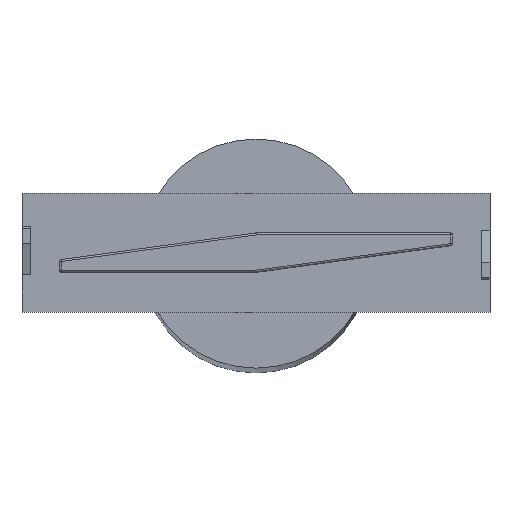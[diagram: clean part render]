
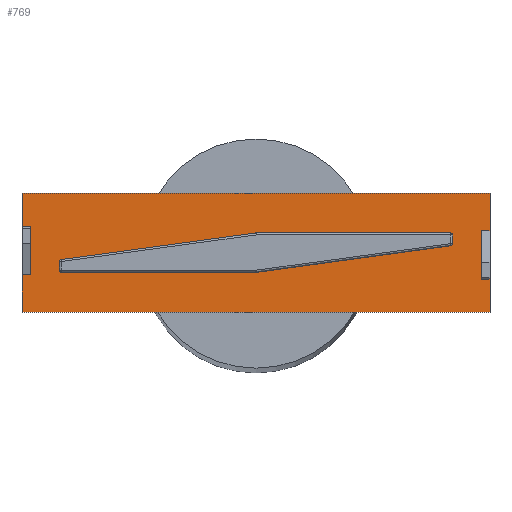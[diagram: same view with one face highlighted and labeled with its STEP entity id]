
A CAD part, top view. The second image highlights one B-rep face of the part: STEP entity #769.
In plain terms, the highlighted planar face has unit normal (0, 0, 1).
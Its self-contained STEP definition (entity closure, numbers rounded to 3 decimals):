
#15=FACE_BOUND('',#293,.T.);
#40=PLANE('',#869);
#53=LINE('',#1172,#124);
#57=LINE('',#1180,#128);
#61=LINE('',#1187,#132);
#65=LINE('',#1201,#136);
#69=LINE('',#1209,#140);
#73=LINE('',#1216,#144);
#98=LINE('',#1314,#169);
#99=LINE('',#1316,#170);
#100=LINE('',#1318,#171);
#101=LINE('',#1321,#172);
#102=LINE('',#1323,#173);
#103=LINE('',#1325,#174);
#104=LINE('',#1328,#175);
#108=LINE('',#1335,#179);
#109=LINE('',#1337,#180);
#110=LINE('',#1339,#181);
#111=LINE('',#1340,#182);
#112=LINE('',#1341,#183);
#124=VECTOR('',#905,10.);
#128=VECTOR('',#909,10.);
#132=VECTOR('',#915,10.);
#136=VECTOR('',#927,10.);
#140=VECTOR('',#931,10.);
#144=VECTOR('',#937,10.);
#169=VECTOR('',#1048,10.);
#170=VECTOR('',#1051,10.);
#171=VECTOR('',#1054,10.);
#172=VECTOR('',#1059,10.);
#173=VECTOR('',#1062,10.);
#174=VECTOR('',#1065,10.);
#175=VECTOR('',#1068,10.);
#179=VECTOR('',#1076,10.);
#180=VECTOR('',#1079,10.);
#181=VECTOR('',#1080,10.);
#182=VECTOR('',#1081,10.);
#183=VECTOR('',#1082,10.);
#244=FACE_OUTER_BOUND('',#292,.T.);
#292=EDGE_LOOP('',(#665,#666,#667,#668,#669,#670,#671,#672,#673,#674,#675,
#676));
#293=EDGE_LOOP('',(#677,#678,#679,#680,#681,#682,#683,#684,#685,#686,#687,
#688));
#319=CIRCLE('',#822,0.3);
#323=CIRCLE('',#828,0.3);
#327=CIRCLE('',#834,0.3);
#331=CIRCLE('',#841,0.3);
#335=CIRCLE('',#847,0.3);
#339=CIRCLE('',#854,0.3);
#352=VERTEX_POINT('',#1169);
#353=VERTEX_POINT('',#1171);
#356=VERTEX_POINT('',#1177);
#357=VERTEX_POINT('',#1179);
#359=VERTEX_POINT('',#1185);
#364=VERTEX_POINT('',#1198);
#365=VERTEX_POINT('',#1200);
#368=VERTEX_POINT('',#1206);
#369=VERTEX_POINT('',#1208);
#371=VERTEX_POINT('',#1214);
#375=VERTEX_POINT('',#1225);
#376=VERTEX_POINT('',#1226);
#380=VERTEX_POINT('',#1238);
#381=VERTEX_POINT('',#1239);
#385=VERTEX_POINT('',#1251);
#386=VERTEX_POINT('',#1252);
#390=VERTEX_POINT('',#1267);
#391=VERTEX_POINT('',#1268);
#395=VERTEX_POINT('',#1280);
#396=VERTEX_POINT('',#1281);
#400=VERTEX_POINT('',#1296);
#401=VERTEX_POINT('',#1297);
#402=VERTEX_POINT('',#1327);
#404=VERTEX_POINT('',#1338);
#419=EDGE_CURVE('',#353,#352,#53,.T.);
#423=EDGE_CURVE('',#357,#356,#57,.T.);
#427=EDGE_CURVE('',#352,#359,#61,.T.);
#433=EDGE_CURVE('',#365,#364,#65,.T.);
#437=EDGE_CURVE('',#369,#368,#69,.T.);
#441=EDGE_CURVE('',#364,#371,#73,.T.);
#445=EDGE_CURVE('',#375,#376,#319,.F.);
#451=EDGE_CURVE('',#380,#381,#323,.F.);
#457=EDGE_CURVE('',#385,#386,#327,.F.);
#465=EDGE_CURVE('',#390,#391,#331,.F.);
#471=EDGE_CURVE('',#395,#396,#335,.F.);
#479=EDGE_CURVE('',#400,#401,#339,.F.);
#490=EDGE_CURVE('',#375,#386,#98,.T.);
#491=EDGE_CURVE('',#385,#396,#99,.T.);
#492=EDGE_CURVE('',#395,#401,#100,.T.);
#493=EDGE_CURVE('',#380,#376,#101,.T.);
#494=EDGE_CURVE('',#400,#391,#102,.T.);
#495=EDGE_CURVE('',#390,#381,#103,.T.);
#496=EDGE_CURVE('',#402,#357,#104,.T.);
#500=EDGE_CURVE('',#359,#402,#108,.T.);
#501=EDGE_CURVE('',#356,#365,#109,.T.);
#502=EDGE_CURVE('',#371,#404,#110,.T.);
#503=EDGE_CURVE('',#404,#369,#111,.T.);
#504=EDGE_CURVE('',#368,#353,#112,.T.);
#665=ORIENTED_EDGE('',*,*,#427,.T.);
#666=ORIENTED_EDGE('',*,*,#500,.T.);
#667=ORIENTED_EDGE('',*,*,#496,.T.);
#668=ORIENTED_EDGE('',*,*,#423,.T.);
#669=ORIENTED_EDGE('',*,*,#501,.T.);
#670=ORIENTED_EDGE('',*,*,#433,.T.);
#671=ORIENTED_EDGE('',*,*,#441,.T.);
#672=ORIENTED_EDGE('',*,*,#502,.T.);
#673=ORIENTED_EDGE('',*,*,#503,.T.);
#674=ORIENTED_EDGE('',*,*,#437,.T.);
#675=ORIENTED_EDGE('',*,*,#504,.T.);
#676=ORIENTED_EDGE('',*,*,#419,.T.);
#677=ORIENTED_EDGE('',*,*,#493,.T.);
#678=ORIENTED_EDGE('',*,*,#445,.F.);
#679=ORIENTED_EDGE('',*,*,#490,.T.);
#680=ORIENTED_EDGE('',*,*,#457,.F.);
#681=ORIENTED_EDGE('',*,*,#491,.T.);
#682=ORIENTED_EDGE('',*,*,#471,.F.);
#683=ORIENTED_EDGE('',*,*,#492,.T.);
#684=ORIENTED_EDGE('',*,*,#479,.F.);
#685=ORIENTED_EDGE('',*,*,#494,.T.);
#686=ORIENTED_EDGE('',*,*,#465,.F.);
#687=ORIENTED_EDGE('',*,*,#495,.T.);
#688=ORIENTED_EDGE('',*,*,#451,.F.);
#769=ADVANCED_FACE('',(#244,#15),#40,.T.);
#822=AXIS2_PLACEMENT_3D('',#1227,#948,#949);
#828=AXIS2_PLACEMENT_3D('',#1240,#962,#963);
#834=AXIS2_PLACEMENT_3D('',#1253,#976,#977);
#841=AXIS2_PLACEMENT_3D('',#1269,#994,#995);
#847=AXIS2_PLACEMENT_3D('',#1282,#1008,#1009);
#854=AXIS2_PLACEMENT_3D('',#1298,#1026,#1027);
#869=AXIS2_PLACEMENT_3D('',#1336,#1077,#1078);
#905=DIRECTION('',(0.,1.,0.));
#909=DIRECTION('',(0.,1.,0.));
#915=DIRECTION('',(-1.,0.,0.));
#927=DIRECTION('',(0.,-1.,0.));
#931=DIRECTION('',(0.,-1.,0.));
#937=DIRECTION('',(1.,0.,0.));
#948=DIRECTION('center_axis',(0.,0.,-1.));
#949=DIRECTION('ref_axis',(-0.753,0.658,0.));
#962=DIRECTION('center_axis',(0.,0.,-1.));
#963=DIRECTION('ref_axis',(-0.707,-0.707,0.));
#976=DIRECTION('center_axis',(0.,0.,-1.));
#977=DIRECTION('ref_axis',(-0.068,0.998,0.));
#994=DIRECTION('center_axis',(0.,0.,-1.));
#995=DIRECTION('ref_axis',(0.068,-0.998,0.));
#1008=DIRECTION('center_axis',(0.,0.,-1.));
#1009=DIRECTION('ref_axis',(0.707,0.707,0.));
#1026=DIRECTION('center_axis',(0.,0.,-1.));
#1027=DIRECTION('ref_axis',(0.753,-0.658,0.));
#1048=DIRECTION('',(0.991,0.135,0.));
#1051=DIRECTION('',(1.,0.,0.));
#1054=DIRECTION('',(0.,-1.,0.));
#1059=DIRECTION('',(0.,1.,0.));
#1062=DIRECTION('',(-0.991,-0.135,0.));
#1065=DIRECTION('',(-1.,0.,0.));
#1068=DIRECTION('',(1.,0.,0.));
#1076=DIRECTION('',(0.,1.,0.));
#1077=DIRECTION('center_axis',(0.,0.,1.));
#1078=DIRECTION('ref_axis',(1.,0.,0.));
#1079=DIRECTION('',(-1.,0.,0.));
#1080=DIRECTION('',(0.,-1.,0.));
#1081=DIRECTION('',(-1.,0.,0.));
#1082=DIRECTION('',(1.,0.,0.));
#1169=CARTESIAN_POINT('',(35.75,-4.05,494.25));
#1171=CARTESIAN_POINT('',(35.75,-9.1,494.25));
#1172=CARTESIAN_POINT('',(35.75,9.1,494.25));
#1177=CARTESIAN_POINT('',(35.75,9.1,494.25));
#1179=CARTESIAN_POINT('',(35.75,3.36,494.25));
#1180=CARTESIAN_POINT('',(35.75,9.1,494.25));
#1185=CARTESIAN_POINT('',(34.43,-4.05,494.25));
#1187=CARTESIAN_POINT('',(17.875,-4.05,494.25));
#1198=CARTESIAN_POINT('',(-35.75,4.05,494.25));
#1200=CARTESIAN_POINT('',(-35.75,9.1,494.25));
#1201=CARTESIAN_POINT('',(-35.75,-9.1,494.25));
#1206=CARTESIAN_POINT('',(-35.75,-9.1,494.25));
#1208=CARTESIAN_POINT('',(-35.75,-3.36,494.25));
#1209=CARTESIAN_POINT('',(-35.75,-9.1,494.25));
#1214=CARTESIAN_POINT('',(-34.43,4.05,494.25));
#1216=CARTESIAN_POINT('',(-17.875,4.05,494.25));
#1225=CARTESIAN_POINT('',(-29.791,-1.065,494.25));
#1226=CARTESIAN_POINT('',(-30.05,-1.362,494.25));
#1227=CARTESIAN_POINT('Origin',(-29.75,-1.362,494.25));
#1238=CARTESIAN_POINT('',(-30.05,-2.7,494.25));
#1239=CARTESIAN_POINT('',(-29.75,-3.,494.25));
#1240=CARTESIAN_POINT('Origin',(-29.75,-2.7,494.25));
#1251=CARTESIAN_POINT('',(0.02,3.,494.25));
#1252=CARTESIAN_POINT('',(-0.02,2.997,494.25));
#1253=CARTESIAN_POINT('Origin',(0.02,2.7,494.25));
#1267=CARTESIAN_POINT('',(-0.02,-3.,494.25));
#1268=CARTESIAN_POINT('',(0.02,-2.997,494.25));
#1269=CARTESIAN_POINT('Origin',(-0.02,-2.7,494.25));
#1280=CARTESIAN_POINT('',(30.05,2.7,494.25));
#1281=CARTESIAN_POINT('',(29.75,3.,494.25));
#1282=CARTESIAN_POINT('Origin',(29.75,2.7,494.25));
#1296=CARTESIAN_POINT('',(29.791,1.065,494.25));
#1297=CARTESIAN_POINT('',(30.05,1.362,494.25));
#1298=CARTESIAN_POINT('Origin',(29.75,1.362,494.25));
#1314=CARTESIAN_POINT('',(-0.201,2.973,494.25));
#1316=CARTESIAN_POINT('',(15.025,3.,494.25));
#1318=CARTESIAN_POINT('',(30.05,0.55,494.25));
#1321=CARTESIAN_POINT('',(-30.05,-0.55,494.25));
#1323=CARTESIAN_POINT('',(0.201,-2.973,494.25));
#1325=CARTESIAN_POINT('',(-15.025,-3.,494.25));
#1327=CARTESIAN_POINT('',(34.43,3.36,494.25));
#1328=CARTESIAN_POINT('',(17.875,3.36,494.25));
#1335=CARTESIAN_POINT('',(34.43,-0.353,494.25));
#1336=CARTESIAN_POINT('Origin',(0.,0.,494.25));
#1337=CARTESIAN_POINT('',(-35.75,9.1,494.25));
#1338=CARTESIAN_POINT('',(-34.43,-3.36,494.25));
#1339=CARTESIAN_POINT('',(-34.43,0.353,494.25));
#1340=CARTESIAN_POINT('',(-17.875,-3.36,494.25));
#1341=CARTESIAN_POINT('',(35.75,-9.1,494.25));
